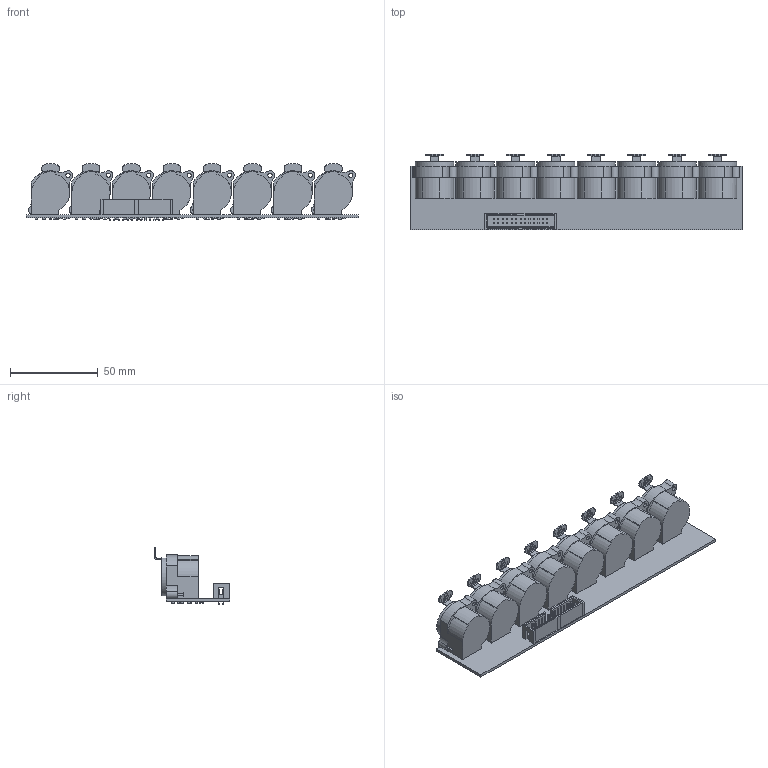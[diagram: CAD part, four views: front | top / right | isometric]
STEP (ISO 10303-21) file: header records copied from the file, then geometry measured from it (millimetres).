
FILE_DESCRIPTION(('KiCad electronic assembly'),'2;1');
FILE_NAME('AddOnB.step','2019-04-29T22:11:12',('An Author'),('A Company' ),'Open CASCADE STEP processor 6.9','KiCad to STEP converter', 'Unknown');
FILE_SCHEMA(('AUTOMOTIVE_DESIGN { 1 0 10303 214 1 1 1 1 }'));
Length unit declared in the file: millimetre
Products named in the file (10): Open CASCADE STEP translator 6.9 1; NC3FAH; SOLID; C0805-RES; COMPOUND; IDC26; C0805-X7R
Assembly tree (62 placements, depth 3):
  Open CASCADE STEP translator 6.9 1
    NC3FAH  x8
      SOLID
    C0805-RES  x32
      COMPOUND
    IDC26
      COMPOUND
    C0805-X7R  x16
      SOLID
    COMPOUND
Bounding box: 189 x 42.86 x 32.4 mm (x, y, z)
Volume: 83621.7 mm3; surface area: 47456.4 mm2
Topology: 284 solids, 284 shells, 5826 faces, 14968 edges, 9722 vertices
Faces by surface type: plane 3580, bspline 1448, cylinder 634, sphere 132, torus 32
Full cylindrical faces by diameter (mm): 0.983 x8, 1.016 x26, 1.2 x16, 1.6 x64, 2.083 x8, 2.35 x16, 2.5 x32, 17.04 x8, 18.9 x8, 21.8 x8
Entity records: 59282 total; most frequent: CARTESIAN_POINT 15412, DIRECTION 7719, LINE 5543, VECTOR 5543, ORIENTED_EDGE 4310, PCURVE 4310, DEFINITIONAL_REPRESENTATION 4310, EDGE_CURVE 2155
